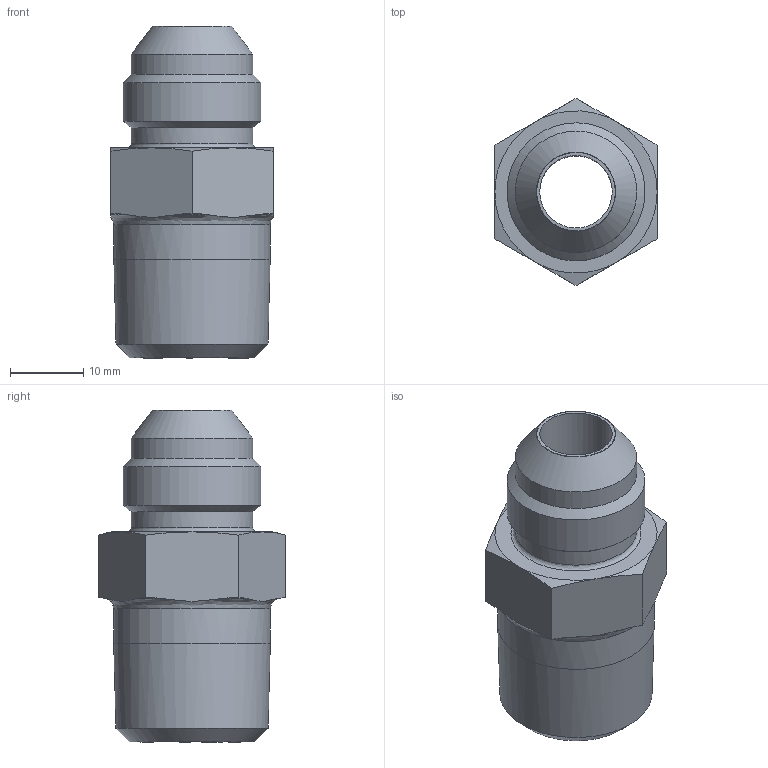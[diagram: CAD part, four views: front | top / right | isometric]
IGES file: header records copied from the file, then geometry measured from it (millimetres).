
Global section: file name: 8-8_FTX-S; native system: Autodesk Inventor 2016; preprocessor: unknown; author: ng28170; date: 20170823.120511; units: inch
Bounding box: 22.23 x 25.66 x 45.47 mm (x, y, z)
Volume: 11003.9 mm3; surface area: 4833.5 mm2
Topology: 1 solids, 1 shells, 34 faces, 93 edges, 62 vertices
Faces by surface type: bspline 34
